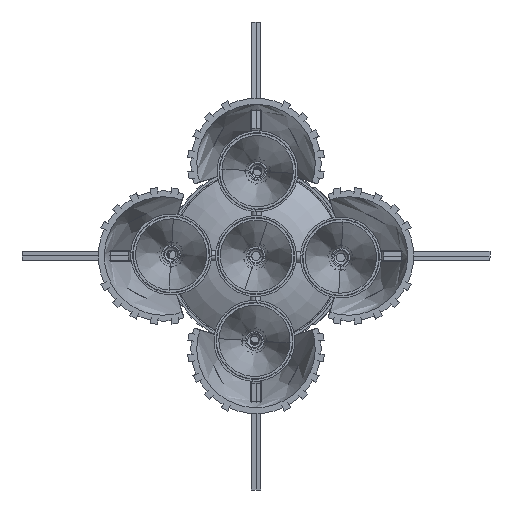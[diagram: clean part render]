
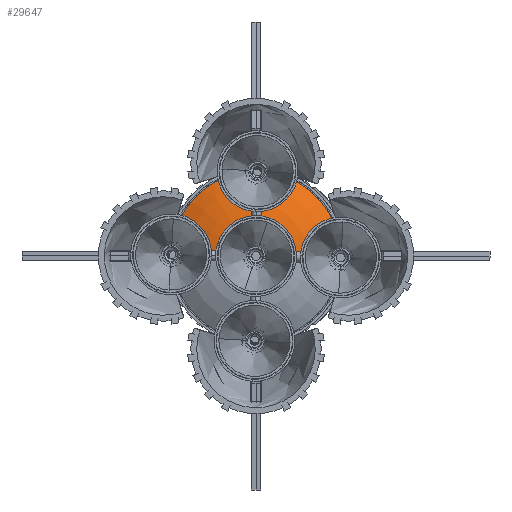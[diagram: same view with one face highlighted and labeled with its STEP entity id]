
A CAD part, front view. The second image highlights one B-rep face of the part: STEP entity #29647.
In plain terms, the highlighted toroidal (fillet/blend) face has major radius 4.283 mm and minor radius 33.94 mm.
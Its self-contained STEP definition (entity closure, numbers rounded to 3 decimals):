
#1289 = VERTEX_POINT ( 'NONE', #33126 ) ;
#1878 = VERTEX_POINT ( 'NONE', #38900 ) ;
#2067 = CARTESIAN_POINT ( 'NONE',  ( -4.283, 41.93, 0. ) ) ;
#2841 = DIRECTION ( 'NONE',  ( 0., -1., 0. ) ) ;
#3985 = DIRECTION ( 'NONE',  ( 0., -1., 0. ) ) ;
#5583 = ORIENTED_EDGE ( 'NONE', *, *, #36791, .T. ) ;
#5589 = AXIS2_PLACEMENT_3D ( 'NONE', #2067, #36485, #8921 ) ;
#6127 = DIRECTION ( 'NONE',  ( 0., 0., -1. ) ) ;
#6484 = DIRECTION ( 'NONE',  ( 1., 0., 0. ) ) ;
#6489 = ORIENTED_EDGE ( 'NONE', *, *, #11521, .F. ) ;
#6813 = CIRCLE ( 'NONE', #30796, 23.851 ) ;
#8921 = DIRECTION ( 'NONE',  ( 1., 0., 0. ) ) ;
#9706 = CARTESIAN_POINT ( 'NONE',  ( 0., 7.991, 0. ) ) ;
#10087 = AXIS2_PLACEMENT_3D ( 'NONE', #9706, #24916, #6484 ) ;
#10250 = CARTESIAN_POINT ( 'NONE',  ( 0., 41.93, 0. ) ) ;
#11521 = EDGE_CURVE ( 'NONE', #16279, #1878, #26281, .T. ) ;
#11706 = VERTEX_POINT ( 'NONE', #37460 ) ;
#12686 = EDGE_CURVE ( 'NONE', #16279, #1289, #6813, .T. ) ;
#12805 = AXIS2_PLACEMENT_3D ( 'NONE', #10250, #3985, #17141 ) ;
#13816 = CARTESIAN_POINT ( 'NONE',  ( 0., 14.2, 0. ) ) ;
#14884 = ORIENTED_EDGE ( 'NONE', *, *, #12686, .T. ) ;
#16279 = VERTEX_POINT ( 'NONE', #20312 ) ;
#17141 = DIRECTION ( 'NONE',  ( 1., 0., 0. ) ) ;
#18476 = DIRECTION ( 'NONE',  ( -1., 0., 0. ) ) ;
#20312 = CARTESIAN_POINT ( 'NONE',  ( 23.851, 14.2, 0. ) ) ;
#21105 = AXIS2_PLACEMENT_3D ( 'NONE', #33900, #6127, #18476 ) ;
#21319 = EDGE_LOOP ( 'NONE', ( #14884, #5583, #28816, #6489 ) ) ;
#21704 = CIRCLE ( 'NONE', #5589, 33.939 ) ;
#24916 = DIRECTION ( 'NONE',  ( 0., -1., 0. ) ) ;
#26281 = CIRCLE ( 'NONE', #21105, 33.939 ) ;
#27360 = EDGE_CURVE ( 'NONE', #1878, #11706, #32107, .T. ) ;
#28342 = TOROIDAL_SURFACE ( 'NONE', #12805, 4.283, 33.939 ) ;
#28816 = ORIENTED_EDGE ( 'NONE', *, *, #27360, .F. ) ;
#29299 = FACE_OUTER_BOUND ( 'NONE', #21319, .T. ) ;
#29647 = ADVANCED_FACE ( 'NONE', ( #29299 ), #28342, .T. ) ;
#30796 = AXIS2_PLACEMENT_3D ( 'NONE', #13816, #2841, #39928 ) ;
#32107 = CIRCLE ( 'NONE', #10087, 4.283 ) ;
#33126 = CARTESIAN_POINT ( 'NONE',  ( -23.851, 14.2, 0. ) ) ;
#33900 = CARTESIAN_POINT ( 'NONE',  ( 4.283, 41.93, 0. ) ) ;
#36485 = DIRECTION ( 'NONE',  ( 0., 0., 1. ) ) ;
#36791 = EDGE_CURVE ( 'NONE', #1289, #11706, #21704, .T. ) ;
#37460 = CARTESIAN_POINT ( 'NONE',  ( -4.283, 7.991, 0. ) ) ;
#38900 = CARTESIAN_POINT ( 'NONE',  ( 4.283, 7.991, 0. ) ) ;
#39928 = DIRECTION ( 'NONE',  ( 1., 0., 0. ) ) ;
